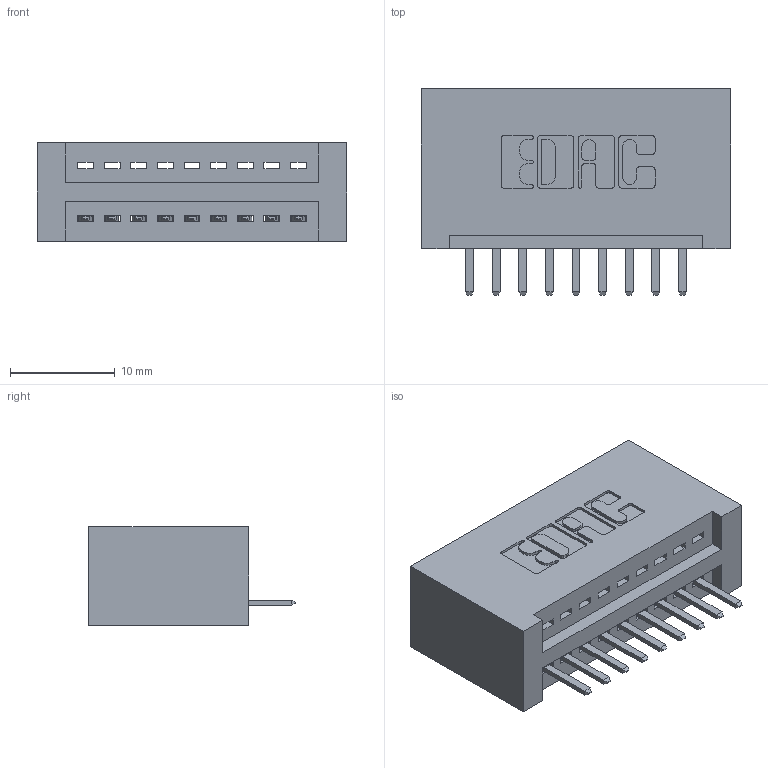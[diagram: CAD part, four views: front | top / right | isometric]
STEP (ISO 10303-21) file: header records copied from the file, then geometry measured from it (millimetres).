
FILE_DESCRIPTION (( 'STEP AP203' ), '1' );
FILE_NAME ('345-009-520-101.STEP', '2019-10-03T19:39:56', ( '' ), ( '' ), 'SwSTEP 2.0', 'SolidWorks 2016', '' );
FILE_SCHEMA (( 'CONFIG_CONTROL_DESIGN' ));
Length unit declared in the file: inch
Products named in the file (3): 345-292-001_345-293-120; 345 Part_No Mounting Lugs; 345-009-520-101
Assembly tree (10 placements, depth 2):
  345-009-520-101
    345 Part_No Mounting Lugs
    345-292-001_345-293-120  x9
Bounding box: 29.46 x 19.68 x 9.4 mm (x, y, z)
Volume: 3086.7 mm3; surface area: 3758.8 mm2
Topology: 10 solids, 10 shells, 676 faces, 1973 edges, 1290 vertices
Faces by surface type: plane 454, cylinder 222
Entity records: 11053 total; most frequent: CARTESIAN_POINT 1935, ORIENTED_EDGE 1866, DIRECTION 1719, EDGE_CURVE 933, VECTOR 769, LINE 769, VERTEX_POINT 618, AXIS2_PLACEMENT_3D 475
